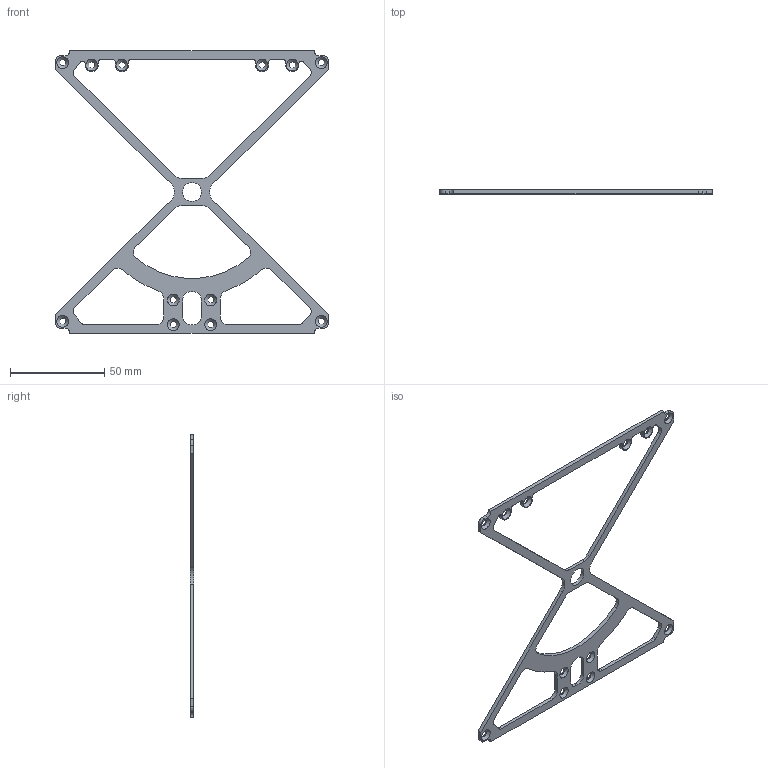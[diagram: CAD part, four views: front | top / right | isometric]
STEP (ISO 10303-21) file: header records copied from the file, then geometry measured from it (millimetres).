
FILE_DESCRIPTION(/* description */ (''),/* implementation_level */ '2;1');
FILE_NAME(/* name */ 'M_Frame v7.step',/* time_stamp */ '2022-05-22T22:04:35+09:00',/* author */ (''),/* organization */ (''),/* preprocessor_version */ 'ST-DEVELOPER v18.1',/* originating_system */ 'Autodesk Translation Framework v10.14.0.1471',/* authorisation */ '');
FILE_SCHEMA (('AUTOMOTIVE_DESIGN { 1 0 10303 214 3 1 1 }'));
Length unit declared in the file: millimetre
Products named in the file (1): M_Frame
Bounding box: 145 x 2 x 150 mm (x, y, z)
Volume: 8616.5 mm3; surface area: 11998.8 mm2
Topology: 1 solids, 1 shells, 119 faces, 341 edges, 224 vertices
Faces by surface type: cylinder 60, plane 47, cone 12
Full cylindrical faces by diameter (mm): 3.4 x12, 10 x1
Entity records: 4034 total; most frequent: DIRECTION 715, CARTESIAN_POINT 685, ORIENTED_EDGE 682, EDGE_CURVE 341, AXIS2_PLACEMENT_3D 254, VERTEX_POINT 224, LINE 207, VECTOR 207
